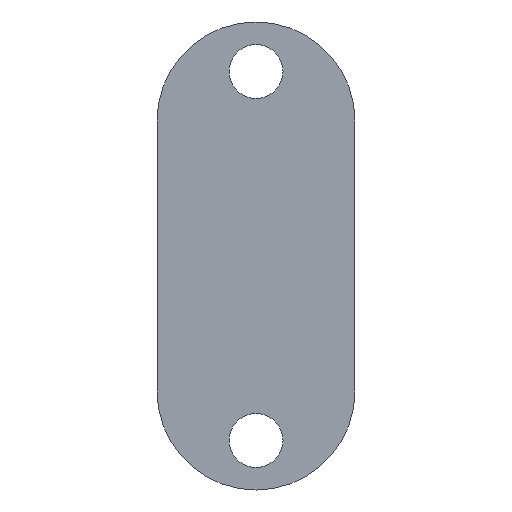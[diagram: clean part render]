
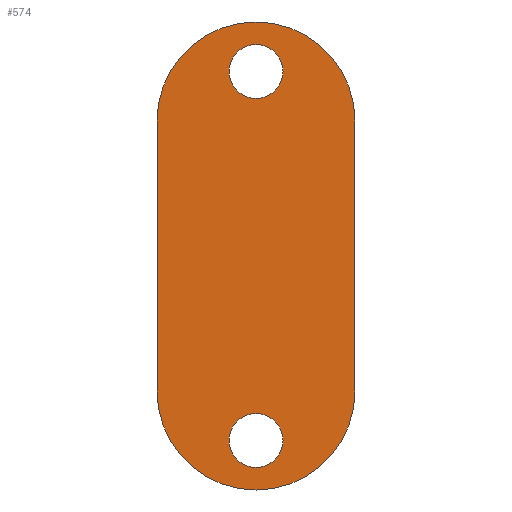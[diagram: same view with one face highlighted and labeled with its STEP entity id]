
A CAD part, front view. The second image highlights one B-rep face of the part: STEP entity #574.
In plain terms, the highlighted planar face has unit normal (0, -1, 0).
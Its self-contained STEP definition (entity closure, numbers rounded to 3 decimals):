
#21=FACE_BOUND('',#105,.T.);
#22=FACE_BOUND('',#106,.T.);
#38=PLANE('',#646);
#68=FACE_OUTER_BOUND('',#104,.T.);
#104=EDGE_LOOP('',(#525,#526,#527,#528));
#105=EDGE_LOOP('',(#529));
#106=EDGE_LOOP('',(#530));
#118=LINE('',#866,#170);
#124=LINE('',#887,#176);
#170=VECTOR('',#694,10.);
#176=VECTOR('',#712,10.);
#212=CIRCLE('',#591,1.5);
#214=CIRCLE('',#594,1.5);
#215=CIRCLE('',#596,5.5);
#218=CIRCLE('',#600,5.5);
#240=VERTEX_POINT('',#821);
#242=VERTEX_POINT('',#827);
#243=VERTEX_POINT('',#831);
#245=VERTEX_POINT('',#834);
#247=VERTEX_POINT('',#840);
#250=VERTEX_POINT('',#845);
#293=EDGE_CURVE('',#240,#240,#212,.T.);
#296=EDGE_CURVE('',#242,#242,#214,.T.);
#298=EDGE_CURVE('',#245,#243,#215,.T.);
#304=EDGE_CURVE('',#247,#250,#218,.T.);
#314=EDGE_CURVE('',#250,#245,#118,.T.);
#325=EDGE_CURVE('',#243,#247,#124,.T.);
#525=ORIENTED_EDGE('',*,*,#325,.T.);
#526=ORIENTED_EDGE('',*,*,#304,.T.);
#527=ORIENTED_EDGE('',*,*,#314,.T.);
#528=ORIENTED_EDGE('',*,*,#298,.T.);
#529=ORIENTED_EDGE('',*,*,#293,.T.);
#530=ORIENTED_EDGE('',*,*,#296,.T.);
#574=ADVANCED_FACE('',(#68,#21,#22),#38,.F.);
#591=AXIS2_PLACEMENT_3D('',#823,#654,#655);
#594=AXIS2_PLACEMENT_3D('',#829,#661,#662);
#596=AXIS2_PLACEMENT_3D('',#835,#666,#667);
#600=AXIS2_PLACEMENT_3D('',#847,#677,#678);
#646=AXIS2_PLACEMENT_3D('',#979,#815,#816);
#654=DIRECTION('center_axis',(0.,1.,0.));
#655=DIRECTION('ref_axis',(-1.,0.,0.));
#661=DIRECTION('center_axis',(0.,1.,0.));
#662=DIRECTION('ref_axis',(-1.,0.,0.));
#666=DIRECTION('center_axis',(0.,-1.,0.));
#667=DIRECTION('ref_axis',(1.,0.,0.));
#677=DIRECTION('center_axis',(0.,-1.,0.));
#678=DIRECTION('ref_axis',(1.,0.,0.));
#694=DIRECTION('',(0.,0.,-1.));
#712=DIRECTION('',(0.,0.,1.));
#815=DIRECTION('center_axis',(0.,1.,0.));
#816=DIRECTION('ref_axis',(1.,0.,0.));
#821=CARTESIAN_POINT('',(-4.,0.,2.75));
#823=CARTESIAN_POINT('Origin',(-5.5,0.,2.75));
#827=CARTESIAN_POINT('',(-4.,0.,-17.75));
#829=CARTESIAN_POINT('Origin',(-5.5,0.,-17.75));
#831=CARTESIAN_POINT('',(0.,0.,-15.));
#834=CARTESIAN_POINT('',(-11.,0.,-15.));
#835=CARTESIAN_POINT('Origin',(-5.5,0.,-15.));
#840=CARTESIAN_POINT('',(0.,0.,0.));
#845=CARTESIAN_POINT('',(-11.,0.,0.));
#847=CARTESIAN_POINT('Origin',(-5.5,0.,0.));
#866=CARTESIAN_POINT('',(-11.,0.,0.));
#887=CARTESIAN_POINT('',(0.,0.,-15.));
#979=CARTESIAN_POINT('Origin',(-5.5,0.,-7.5));
